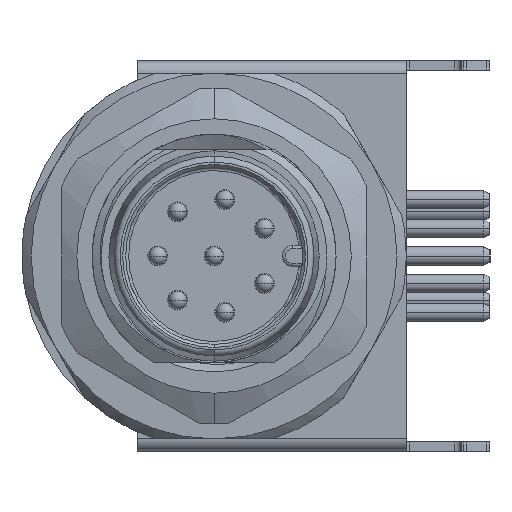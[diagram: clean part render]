
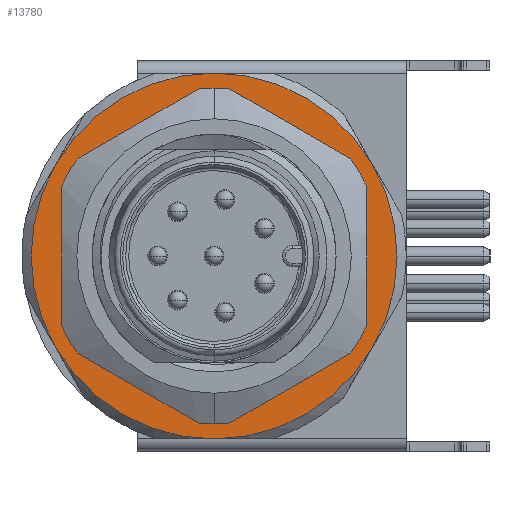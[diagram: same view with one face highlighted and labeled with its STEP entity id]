
A CAD part, left-side view. The second image highlights one B-rep face of the part: STEP entity #13780.
In plain terms, the highlighted planar face has unit normal (-1, 0, 0).
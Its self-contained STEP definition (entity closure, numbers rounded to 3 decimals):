
#7220=CARTESIAN_POINT('',(12.,0.,0.));
#7221=DIRECTION('',(1.,0.,0.));
#7222=DIRECTION('',(0.,-1.,0.));
#7223=AXIS2_PLACEMENT_3D('',#7220,#7221,#7222);
#7240=CARTESIAN_POINT('',(12.,0.,0.));
#7241=DIRECTION('',(1.,0.,0.));
#7242=DIRECTION('',(0.,-0.866,0.5));
#7243=AXIS2_PLACEMENT_3D('',#7240,#7241,#7242);
#7245=CARTESIAN_POINT('',(12.,0.,0.));
#7246=DIRECTION('',(1.,0.,0.));
#7247=DIRECTION('',(0.,-1.,0.));
#7248=AXIS2_PLACEMENT_3D('',#7245,#7246,#7247);
#7250=CARTESIAN_POINT('',(12.,0.,0.));
#7251=DIRECTION('',(1.,0.,0.));
#7252=DIRECTION('',(0.,-0.866,-0.5));
#7253=AXIS2_PLACEMENT_3D('',#7250,#7251,#7252);
#7255=CARTESIAN_POINT('',(12.,0.,0.));
#7256=DIRECTION('',(1.,0.,0.));
#7257=DIRECTION('',(0.,0.,-1.));
#7258=AXIS2_PLACEMENT_3D('',#7255,#7256,#7257);
#7260=CARTESIAN_POINT('',(12.,0.,0.));
#7261=DIRECTION('',(1.,0.,0.));
#7262=DIRECTION('',(0.,0.866,-0.5));
#7263=AXIS2_PLACEMENT_3D('',#7260,#7261,#7262);
#7265=CARTESIAN_POINT('',(12.,0.,0.));
#7266=DIRECTION('',(1.,0.,0.));
#7267=DIRECTION('',(0.,1.,0.));
#7268=AXIS2_PLACEMENT_3D('',#7265,#7266,#7267);
#7270=CARTESIAN_POINT('',(12.,0.,0.));
#7271=DIRECTION('',(1.,0.,0.));
#7272=DIRECTION('',(0.,0.866,0.5));
#7273=AXIS2_PLACEMENT_3D('',#7270,#7271,#7272);
#7275=CARTESIAN_POINT('',(12.,0.,0.));
#7276=DIRECTION('',(1.,0.,0.));
#7277=DIRECTION('',(0.,0.,1.));
#7278=AXIS2_PLACEMENT_3D('',#7275,#7276,#7277);
#7280=CARTESIAN_POINT('',(12.,0.,0.));
#7281=DIRECTION('',(-1.,0.,0.));
#7282=DIRECTION('',(0.,-1.,0.));
#7283=AXIS2_PLACEMENT_3D('',#7280,#7281,#7282);
#7285=CARTESIAN_POINT('',(12.,0.,0.));
#7286=DIRECTION('',(-1.,0.,0.));
#7287=DIRECTION('',(0.,1.,0.));
#7288=AXIS2_PLACEMENT_3D('',#7285,#7286,#7287);
#10108=CARTESIAN_POINT('',(12.,0.,0.));
#10109=DIRECTION('',(1.,0.,0.));
#10110=DIRECTION('',(0.,1.,0.));
#10111=AXIS2_PLACEMENT_3D('',#10108,#10109,#10110);
#11620=CARTESIAN_POINT('',(12.,0.,-6.));
#11621=CARTESIAN_POINT('',(12.,5.196,-3.));
#11622=VERTEX_POINT('',#11620);
#11623=VERTEX_POINT('',#11621);
#11627=CARTESIAN_POINT('',(12.,-5.196,-3.));
#11628=VERTEX_POINT('',#11627);
#11632=CARTESIAN_POINT('',(12.,5.196,3.));
#11633=CARTESIAN_POINT('',(12.,0.,6.));
#11634=VERTEX_POINT('',#11632);
#11635=VERTEX_POINT('',#11633);
#11639=CARTESIAN_POINT('',(12.,-5.196,3.));
#11640=VERTEX_POINT('',#11639);
#11644=CARTESIAN_POINT('',(12.,-6.,0.));
#11645=VERTEX_POINT('',#11644);
#11646=CARTESIAN_POINT('',(12.,6.,0.));
#11647=VERTEX_POINT('',#11646);
#11648=CARTESIAN_POINT('',(12.,-3.8,0.001));
#11649=CARTESIAN_POINT('',(12.,3.8,0.051));
#11650=VERTEX_POINT('',#11648);
#11651=VERTEX_POINT('',#11649);
#11652=CARTESIAN_POINT('',(12.,3.8,-0.001));
#11653=VERTEX_POINT('',#11652);
#11654=CARTESIAN_POINT('',(12.,-3.8,-0.051));
#11655=VERTEX_POINT('',#11654);
#13749=CARTESIAN_POINT('',(12.,0.,0.));
#13750=DIRECTION('',(1.,0.,0.));
#13751=DIRECTION('',(0.,0.,1.));
#13752=AXIS2_PLACEMENT_3D('',#13749,#13750,#13751);
#13753=PLANE('',#13752);
#13755=ORIENTED_EDGE('',*,*,#13754,.T.);
#13757=ORIENTED_EDGE('',*,*,#13756,.T.);
#13759=ORIENTED_EDGE('',*,*,#13758,.T.);
#13761=ORIENTED_EDGE('',*,*,#13760,.T.);
#13763=ORIENTED_EDGE('',*,*,#13762,.T.);
#13765=ORIENTED_EDGE('',*,*,#13764,.T.);
#13767=ORIENTED_EDGE('',*,*,#13766,.T.);
#13769=ORIENTED_EDGE('',*,*,#13768,.T.);
#13770=EDGE_LOOP('',(#13755,#13757,#13759,#13761,#13763,#13765,#13767,#13769));
#13771=FACE_OUTER_BOUND('',#13770,.F.);
#13773=ORIENTED_EDGE('',*,*,#13772,.T.);
#13775=ORIENTED_EDGE('',*,*,#13774,.F.);
#13776=ORIENTED_EDGE('',*,*,#13738,.T.);
#13777=ORIENTED_EDGE('',*,*,#13736,.F.);
#13778=EDGE_LOOP('',(#13773,#13775,#13776,#13777));
#13779=FACE_BOUND('',#13778,.F.);
#7224=CIRCLE('',#7223,3.8);
#7244=CIRCLE('',#7243,6.);
#7249=CIRCLE('',#7248,6.);
#7254=CIRCLE('',#7253,6.);
#7259=CIRCLE('',#7258,6.);
#7264=CIRCLE('',#7263,6.);
#7269=CIRCLE('',#7268,6.);
#7274=CIRCLE('',#7273,6.);
#7279=CIRCLE('',#7278,6.);
#7284=CIRCLE('',#7283,3.8);
#7289=CIRCLE('',#7288,3.8);
#10112=CIRCLE('',#10111,3.8);
#13736=EDGE_CURVE('',#11650,#11655,#7224,.T.);
#13738=EDGE_CURVE('',#11653,#11655,#7289,.T.);
#13754=EDGE_CURVE('',#11640,#11645,#7244,.T.);
#13756=EDGE_CURVE('',#11645,#11628,#7249,.T.);
#13758=EDGE_CURVE('',#11628,#11622,#7254,.T.);
#13760=EDGE_CURVE('',#11622,#11623,#7259,.T.);
#13762=EDGE_CURVE('',#11623,#11647,#7264,.T.);
#13764=EDGE_CURVE('',#11647,#11634,#7269,.T.);
#13766=EDGE_CURVE('',#11634,#11635,#7274,.T.);
#13768=EDGE_CURVE('',#11635,#11640,#7279,.T.);
#13772=EDGE_CURVE('',#11650,#11651,#7284,.T.);
#13774=EDGE_CURVE('',#11653,#11651,#10112,.T.);
#13780=ADVANCED_FACE('',(#13771,#13779),#13753,.F.);
